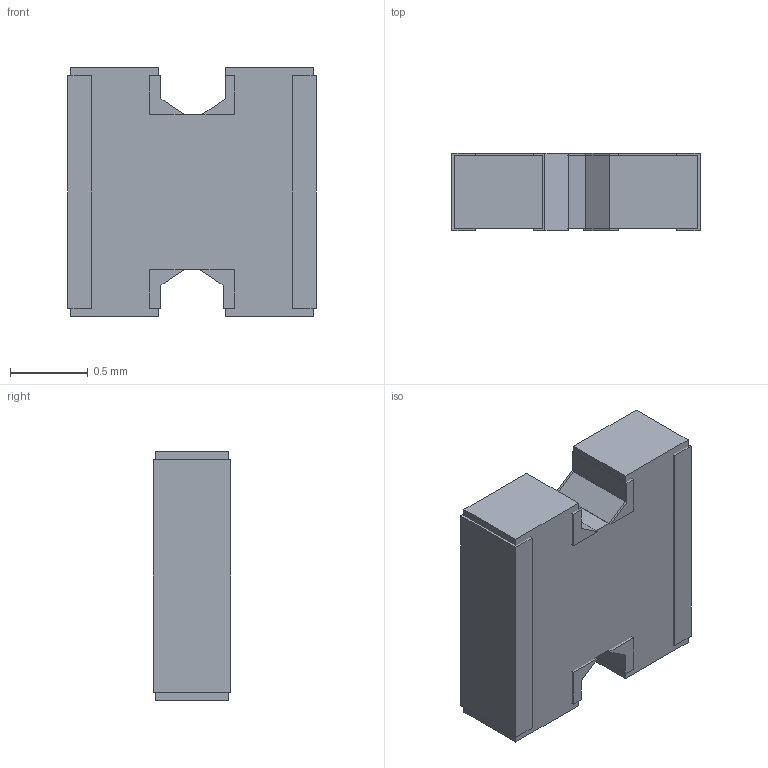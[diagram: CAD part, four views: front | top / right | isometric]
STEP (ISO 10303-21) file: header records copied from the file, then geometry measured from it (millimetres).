
FILE_DESCRIPTION(/* description */ (''),/* implementation_level */ '2;1');
FILE_NAME(/* name */ 'RAVF162D_stp.stp',/* time_stamp */ '2019-08-09T17:01:45-04:00',/* author */ ('mulla'),/* organization */ (''),/* preprocessor_version */ 'ST-DEVELOPER v16.1',/* originating_system */ 'Autodesk Inventor 2016',/* authorisation */ '');
FILE_SCHEMA (('AUTOMOTIVE_DESIGN { 1 0 10303 214 3 1 1 }'));
Length unit declared in the file: millimetre
Products named in the file (1): RAVF162D
Bounding box: 1.6 x 0.5 x 1.6 mm (x, y, z)
Surface area: 16.8 mm2
Topology: 8 solids, 8 shells, 64 faces, 144 edges, 96 vertices
Faces by surface type: plane 64
Entity records: 1850 total; most frequent: CARTESIAN_POINT 305, ORIENTED_EDGE 288, DIRECTION 274, LINE 144, VECTOR 144, EDGE_CURVE 144, VERTEX_POINT 96, STYLED_ITEM 72
